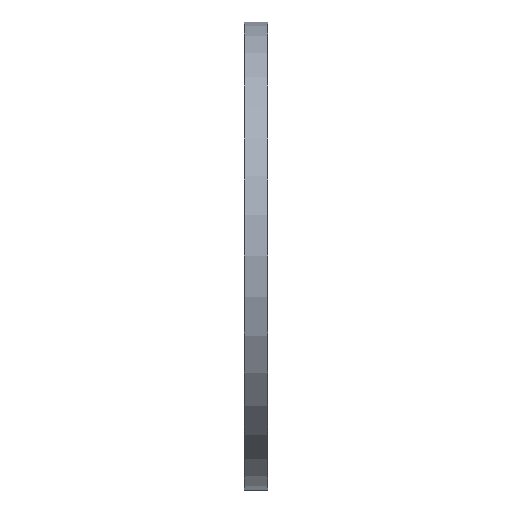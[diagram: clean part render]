
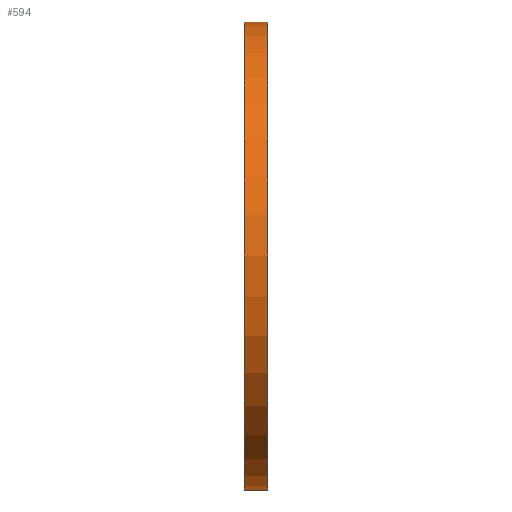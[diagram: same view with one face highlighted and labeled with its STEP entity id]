
A CAD part, left-side view. The second image highlights one B-rep face of the part: STEP entity #594.
In plain terms, the highlighted cylindrical face has radius 220 mm (diameter 440 mm), a partial arc.
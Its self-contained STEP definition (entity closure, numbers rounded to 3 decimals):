
#10 = AXIS2_PLACEMENT_3D ( 'NONE', #709, #66, #558 ) ;
#66 = DIRECTION ( 'NONE',  ( 0., -1., 0. ) ) ;
#71 = VERTEX_POINT ( 'NONE', #855 ) ;
#173 = EDGE_CURVE ( 'NONE', #635, #71, #307, .T. ) ;
#188 = DIRECTION ( 'NONE',  ( 0., -1., 0. ) ) ;
#227 = CARTESIAN_POINT ( 'NONE',  ( 0., 22., 0. ) ) ;
#288 = DIRECTION ( 'NONE',  ( 0., 0., 1. ) ) ;
#298 = DIRECTION ( 'NONE',  ( 0., 1., 0. ) ) ;
#307 = LINE ( 'NONE', #739, #466 ) ;
#318 = CYLINDRICAL_SURFACE ( 'NONE', #10, 220. ) ;
#347 = AXIS2_PLACEMENT_3D ( 'NONE', #542, #871, #288 ) ;
#348 = CARTESIAN_POINT ( 'NONE',  ( 0., 22., 220. ) ) ;
#379 = VERTEX_POINT ( 'NONE', #692 ) ;
#388 = CARTESIAN_POINT ( 'NONE',  ( 0., 22., -220. ) ) ;
#446 = ORIENTED_EDGE ( 'NONE', *, *, #575, .F. ) ;
#466 = VECTOR ( 'NONE', #815, 1000. ) ;
#536 = AXIS2_PLACEMENT_3D ( 'NONE', #227, #298, #959 ) ;
#542 = CARTESIAN_POINT ( 'NONE',  ( 0., 0., 0. ) ) ;
#549 = VECTOR ( 'NONE', #188, 1000. ) ;
#558 = DIRECTION ( 'NONE',  ( 0., 0., -1. ) ) ;
#568 = ORIENTED_EDGE ( 'NONE', *, *, #173, .T. ) ;
#571 = CIRCLE ( 'NONE', #347, 220. ) ;
#575 = EDGE_CURVE ( 'NONE', #635, #629, #1002, .T. ) ;
#594 = ADVANCED_FACE ( 'NONE', ( #632 ), #318, .T. ) ;
#616 = LINE ( 'NONE', #348, #549 ) ;
#629 = VERTEX_POINT ( 'NONE', #722 ) ;
#632 = FACE_OUTER_BOUND ( 'NONE', #1062, .T. ) ;
#635 = VERTEX_POINT ( 'NONE', #388 ) ;
#692 = CARTESIAN_POINT ( 'NONE',  ( 0., 0., 220. ) ) ;
#709 = CARTESIAN_POINT ( 'NONE',  ( 0., 22., 0. ) ) ;
#722 = CARTESIAN_POINT ( 'NONE',  ( 0., 22., 220. ) ) ;
#739 = CARTESIAN_POINT ( 'NONE',  ( 0., 22., -220. ) ) ;
#758 = EDGE_CURVE ( 'NONE', #629, #379, #616, .T. ) ;
#815 = DIRECTION ( 'NONE',  ( 0., -1., 0. ) ) ;
#855 = CARTESIAN_POINT ( 'NONE',  ( 0., 0., -220. ) ) ;
#871 = DIRECTION ( 'NONE',  ( 0., 1., 0. ) ) ;
#920 = EDGE_CURVE ( 'NONE', #71, #379, #571, .T. ) ;
#959 = DIRECTION ( 'NONE',  ( 0., 0., 1. ) ) ;
#1002 = CIRCLE ( 'NONE', #536, 220. ) ;
#1016 = ORIENTED_EDGE ( 'NONE', *, *, #758, .F. ) ;
#1048 = ORIENTED_EDGE ( 'NONE', *, *, #920, .T. ) ;
#1062 = EDGE_LOOP ( 'NONE', ( #1016, #446, #568, #1048 ) ) ;
